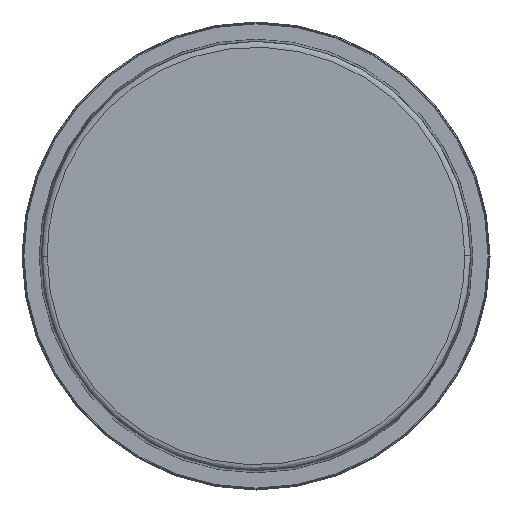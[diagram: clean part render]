
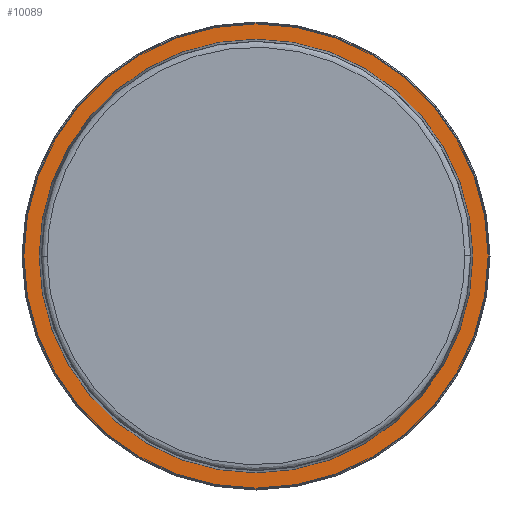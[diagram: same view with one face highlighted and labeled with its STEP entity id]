
A CAD part, front view. The second image highlights one B-rep face of the part: STEP entity #10089.
In plain terms, the highlighted planar face has unit normal (0, -1, 0).
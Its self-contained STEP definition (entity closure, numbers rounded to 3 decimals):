
#210 = CARTESIAN_POINT ( 'NONE',  ( 41.678, 5., 41.707 ) ) ;
#259 = DIRECTION ( 'NONE',  ( 0., -1., 0. ) ) ;
#1162 = CARTESIAN_POINT ( 'NONE',  ( 0., 5., 0. ) ) ;
#1448 = CIRCLE ( 'NONE', #5649, 40.075 ) ;
#1760 = CARTESIAN_POINT ( 'NONE',  ( -37.3, 5., 0. ) ) ;
#1794 = DIRECTION ( 'NONE',  ( 0., 1., 0. ) ) ;
#1800 = VERTEX_POINT ( 'NONE', #10309 ) ;
#2018 = DIRECTION ( 'NONE',  ( 0., 0., -1. ) ) ;
#2075 = DIRECTION ( 'NONE',  ( 0., -1., 0. ) ) ;
#2350 = CIRCLE ( 'NONE', #13100, 37.3 ) ;
#2586 = ORIENTED_EDGE ( 'NONE', *, *, #11946, .T. ) ;
#4085 = CARTESIAN_POINT ( 'NONE',  ( 0., 5., 0. ) ) ;
#4232 = DIRECTION ( 'NONE',  ( 0., 1., 0. ) ) ;
#4349 = ORIENTED_EDGE ( 'NONE', *, *, #4748, .T. ) ;
#4430 = DIRECTION ( 'NONE',  ( 0., 0., -1. ) ) ;
#4444 = FACE_BOUND ( 'NONE', #6723, .T. ) ;
#4511 = PLANE ( 'NONE',  #9251 ) ;
#4748 = EDGE_CURVE ( 'NONE', #7555, #5389, #1448, .T. ) ;
#5302 = AXIS2_PLACEMENT_3D ( 'NONE', #6348, #4232, #8410 ) ;
#5389 = VERTEX_POINT ( 'NONE', #5679 ) ;
#5649 = AXIS2_PLACEMENT_3D ( 'NONE', #1162, #259, #4430 ) ;
#5679 = CARTESIAN_POINT ( 'NONE',  ( 0., 5., 40.075 ) ) ;
#6348 = CARTESIAN_POINT ( 'NONE',  ( 0., 5., 0. ) ) ;
#6723 = EDGE_LOOP ( 'NONE', ( #2586, #12959 ) ) ;
#7103 = DIRECTION ( 'NONE',  ( -1., 0., 0. ) ) ;
#7486 = DIRECTION ( 'NONE',  ( 0., -1., 0. ) ) ;
#7555 = VERTEX_POINT ( 'NONE', #9209 ) ;
#8410 = DIRECTION ( 'NONE',  ( -1., 0., 0. ) ) ;
#8592 = EDGE_LOOP ( 'NONE', ( #4349, #12565 ) ) ;
#8741 = EDGE_CURVE ( 'NONE', #1800, #10728, #11205, .T. ) ;
#8842 = EDGE_CURVE ( 'NONE', #5389, #7555, #9393, .T. ) ;
#9209 = CARTESIAN_POINT ( 'NONE',  ( 0., 5., -40.075 ) ) ;
#9251 = AXIS2_PLACEMENT_3D ( 'NONE', #210, #7486, #11907 ) ;
#9393 = CIRCLE ( 'NONE', #12023, 40.075 ) ;
#10089 = ADVANCED_FACE ( 'NONE', ( #4444, #10608 ), #4511, .T. ) ;
#10309 = CARTESIAN_POINT ( 'NONE',  ( 37.3, 5., 0. ) ) ;
#10608 = FACE_OUTER_BOUND ( 'NONE', #8592, .T. ) ;
#10728 = VERTEX_POINT ( 'NONE', #1760 ) ;
#11126 = CARTESIAN_POINT ( 'NONE',  ( 0., 5., 0. ) ) ;
#11205 = CIRCLE ( 'NONE', #5302, 37.3 ) ;
#11907 = DIRECTION ( 'NONE',  ( -1., 0., 0. ) ) ;
#11946 = EDGE_CURVE ( 'NONE', #10728, #1800, #2350, .T. ) ;
#12023 = AXIS2_PLACEMENT_3D ( 'NONE', #4085, #2075, #2018 ) ;
#12565 = ORIENTED_EDGE ( 'NONE', *, *, #8842, .T. ) ;
#12959 = ORIENTED_EDGE ( 'NONE', *, *, #8741, .T. ) ;
#13100 = AXIS2_PLACEMENT_3D ( 'NONE', #11126, #1794, #7103 ) ;
